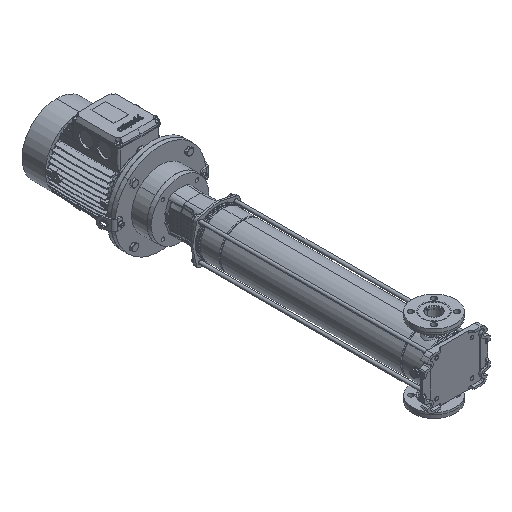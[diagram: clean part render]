
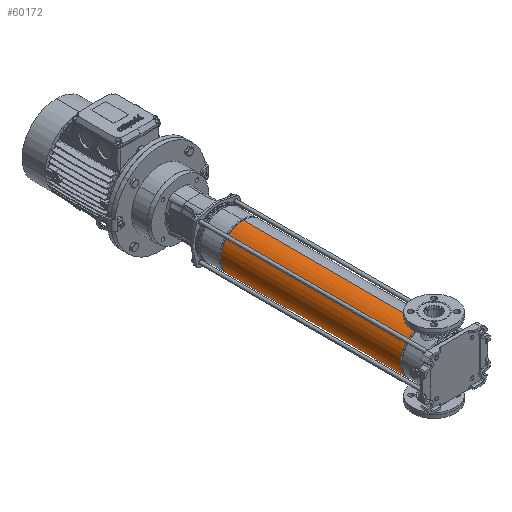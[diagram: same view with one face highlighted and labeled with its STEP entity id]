
A CAD part, isometric view. The second image highlights one B-rep face of the part: STEP entity #60172.
In plain terms, the highlighted cylindrical face has radius 85.9 mm (diameter 171.8 mm), a partial arc.
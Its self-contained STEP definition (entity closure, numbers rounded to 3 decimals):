
#6936 = VECTOR ( 'NONE', #47498, 1000. ) ;
#15600 = CARTESIAN_POINT ( 'NONE',  ( 0., 0., 0. ) ) ;
#26278 = ORIENTED_EDGE ( 'NONE', *, *, #64020, .F. ) ;
#27275 = CIRCLE ( 'NONE', #36662, 85.9 ) ;
#28781 = DIRECTION ( 'NONE',  ( -1., 0., 0. ) ) ;
#31794 = DIRECTION ( 'NONE',  ( 0., 0., -1. ) ) ;
#32864 = CARTESIAN_POINT ( 'NONE',  ( 85.9, 0., 93.897 ) ) ;
#32997 = ORIENTED_EDGE ( 'NONE', *, *, #93115, .T. ) ;
#36662 = AXIS2_PLACEMENT_3D ( 'NONE', #72942, #80792, #28781 ) ;
#36834 = ORIENTED_EDGE ( 'NONE', *, *, #93708, .T. ) ;
#37008 = AXIS2_PLACEMENT_3D ( 'NONE', #54893, #85741, #92643 ) ;
#37695 = FACE_OUTER_BOUND ( 'NONE', #64047, .T. ) ;
#38657 = DIRECTION ( 'NONE',  ( -1., 0., 0. ) ) ;
#39159 = CARTESIAN_POINT ( 'NONE',  ( -85.9, 0., 0. ) ) ;
#40368 = LINE ( 'NONE', #85989, #76088 ) ;
#47447 = AXIS2_PLACEMENT_3D ( 'NONE', #15600, #31794, #38657 ) ;
#47498 = DIRECTION ( 'NONE',  ( 0., 0., -1. ) ) ;
#50933 = VERTEX_POINT ( 'NONE', #32864 ) ;
#54893 = CARTESIAN_POINT ( 'NONE',  ( 0., 0., 93.897 ) ) ;
#55134 = DIRECTION ( 'NONE',  ( 0., 0., -1. ) ) ;
#57355 = CARTESIAN_POINT ( 'NONE',  ( 85.9, 0., 784.103 ) ) ;
#59521 = CARTESIAN_POINT ( 'NONE',  ( -85.9, 0., 784.103 ) ) ;
#59828 = CYLINDRICAL_SURFACE ( 'NONE', #47447, 85.9 ) ;
#60105 = CARTESIAN_POINT ( 'NONE',  ( -85.9, 0., 93.897 ) ) ;
#60172 = ADVANCED_FACE ( 'NONE', ( #37695 ), #59828, .T. ) ;
#61447 = ORIENTED_EDGE ( 'NONE', *, *, #94305, .F. ) ;
#64020 = EDGE_CURVE ( 'NONE', #50933, #87809, #79325, .T. ) ;
#64047 = EDGE_LOOP ( 'NONE', ( #61447, #32997, #36834, #26278 ) ) ;
#66028 = VERTEX_POINT ( 'NONE', #59521 ) ;
#72942 = CARTESIAN_POINT ( 'NONE',  ( 0., 0., 784.103 ) ) ;
#76088 = VECTOR ( 'NONE', #55134, 1000. ) ;
#76951 = LINE ( 'NONE', #39159, #6936 ) ;
#78481 = VERTEX_POINT ( 'NONE', #57355 ) ;
#79325 = CIRCLE ( 'NONE', #37008, 85.9 ) ;
#80792 = DIRECTION ( 'NONE',  ( 0., 0., -1. ) ) ;
#85741 = DIRECTION ( 'NONE',  ( 0., 0., -1. ) ) ;
#85989 = CARTESIAN_POINT ( 'NONE',  ( 85.9, 0., 0. ) ) ;
#87809 = VERTEX_POINT ( 'NONE', #60105 ) ;
#92643 = DIRECTION ( 'NONE',  ( -1., 0., 0. ) ) ;
#93115 = EDGE_CURVE ( 'NONE', #78481, #66028, #27275, .T. ) ;
#93708 = EDGE_CURVE ( 'NONE', #66028, #87809, #76951, .T. ) ;
#94305 = EDGE_CURVE ( 'NONE', #78481, #50933, #40368, .T. ) ;
